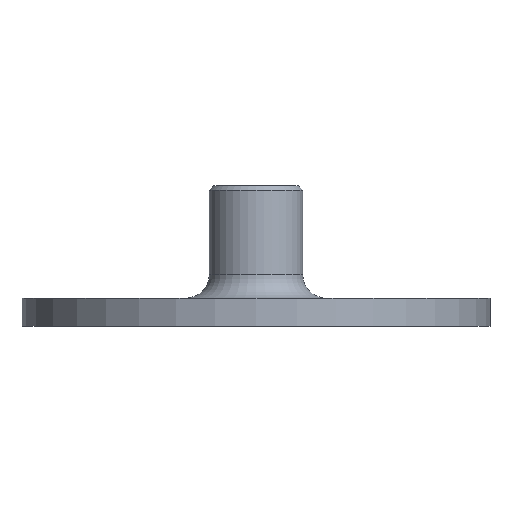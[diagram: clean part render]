
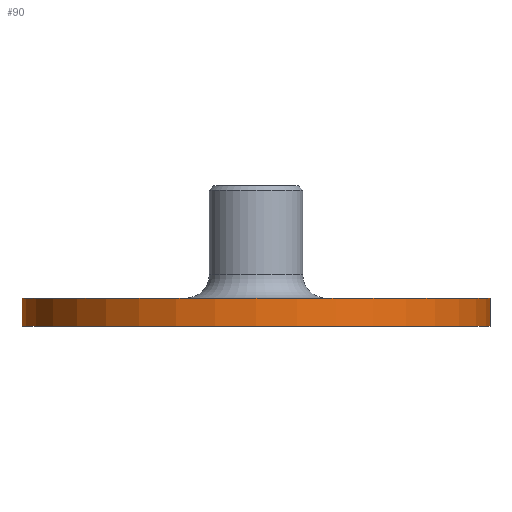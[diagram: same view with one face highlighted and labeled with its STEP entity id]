
A CAD part, front view. The second image highlights one B-rep face of the part: STEP entity #90.
In plain terms, the highlighted cylindrical face has radius 50 mm (diameter 100 mm), a full revolution.
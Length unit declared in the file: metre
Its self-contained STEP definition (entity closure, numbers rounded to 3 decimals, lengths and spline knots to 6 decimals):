
#90 = ADVANCED_FACE( '', ( #201, #202 ), #203, .T. );
#201 = FACE_OUTER_BOUND( '', #348, .T. );
#202 = FACE_OUTER_BOUND( '', #349, .T. );
#203 = CYLINDRICAL_SURFACE( '', #350, 0.05 );
#348 = EDGE_LOOP( '', ( #547 ) );
#349 = EDGE_LOOP( '', ( #548 ) );
#350 = AXIS2_PLACEMENT_3D( '', #549, #550, #551 );
#547 = ORIENTED_EDGE( '', *, *, #831, .F. );
#548 = ORIENTED_EDGE( '', *, *, #832, .T. );
#549 = CARTESIAN_POINT( '', ( 0., 0., 0.006 ) );
#550 = DIRECTION( '', ( 0., 0., 1. ) );
#551 = DIRECTION( '', ( -1., 0., 0. ) );
#831 = EDGE_CURVE( '', #999, #999, #1000, .T. );
#832 = EDGE_CURVE( '', #1001, #1001, #1002, .T. );
#999 = VERTEX_POINT( '', #1210 );
#1000 = CIRCLE( '', #1211, 0.05 );
#1001 = VERTEX_POINT( '', #1212 );
#1002 = CIRCLE( '', #1213, 0.05 );
#1210 = CARTESIAN_POINT( '', ( 0.05, 0., 0.006 ) );
#1211 = AXIS2_PLACEMENT_3D( '', #1413, #1414, #1415 );
#1212 = CARTESIAN_POINT( '', ( 0.05, 0., 0. ) );
#1213 = AXIS2_PLACEMENT_3D( '', #1416, #1417, #1418 );
#1413 = CARTESIAN_POINT( '', ( 0., 0., 0.006 ) );
#1414 = DIRECTION( '', ( 0., 0., 1. ) );
#1415 = DIRECTION( '', ( 1., 0., 0. ) );
#1416 = CARTESIAN_POINT( '', ( 0., 0., 0. ) );
#1417 = DIRECTION( '', ( 0., 0., 1. ) );
#1418 = DIRECTION( '', ( 1., 0., 0. ) );
